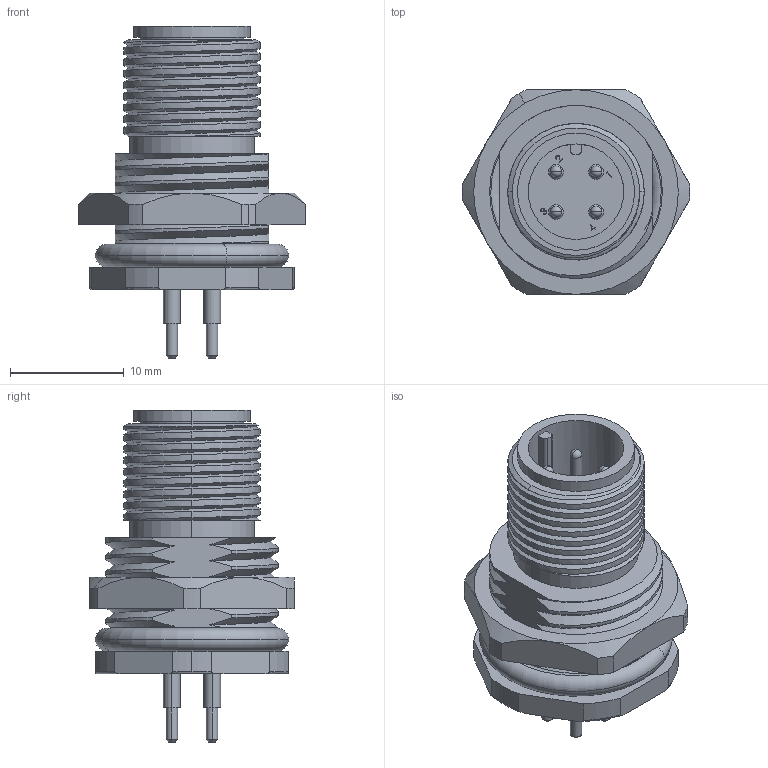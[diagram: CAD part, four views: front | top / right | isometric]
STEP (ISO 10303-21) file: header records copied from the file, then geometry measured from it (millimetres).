
FILE_DESCRIPTION (( 'STEP AP203' ), '1' );
FILE_NAME ('FEZ31-P.STEP', '2019-03-13T02:47:18', ( 'User' ), ( 'china' ), 'SwSTEP 2.0', 'SolidWorks 2012', '' );
FILE_SCHEMA (( 'CONFIG_CONTROL_DESIGN' ));
Length unit declared in the file: millimetre
Products named in the file (7): M12-Pg9ヶ坶踡蹟譫; O型圈-9X1; M12-PCB插针（前端法兰用）; FEZ31-P; O型圈-15X2; M12-Pg9渀釱ヶ坶踡楊擘; M12-A扣4芯针座（法兰用）
Assembly tree (9 placements, depth 2):
  FEZ31-P
    M12-A扣4芯针座（法兰用）
    M12-Pg9渀釱ヶ坶踡楊擘
    M12-Pg9ヶ坶踡蹟譫
    O型圈-15X2
    O型圈-9X1
    M12-PCB插针（前端法兰用）  x4
Bounding box: 19.99 x 18 x 29.2 mm (x, y, z)
Volume: 2298.3 mm3; surface area: 4654.5 mm2
Topology: 9 solids, 9 shells, 342 faces, 852 edges, 546 vertices
Faces by surface type: cylinder 129, plane 108, bspline 46, cone 28, torus 23, sphere 8
Entity records: 16090 total; most frequent: CARTESIAN_POINT 9028, ORIENTED_EDGE 1408, DIRECTION 1183, EDGE_CURVE 704, VERTEX_POINT 457, AXIS2_PLACEMENT_3D 441, EDGE_LOOP 303, VECTOR 301
